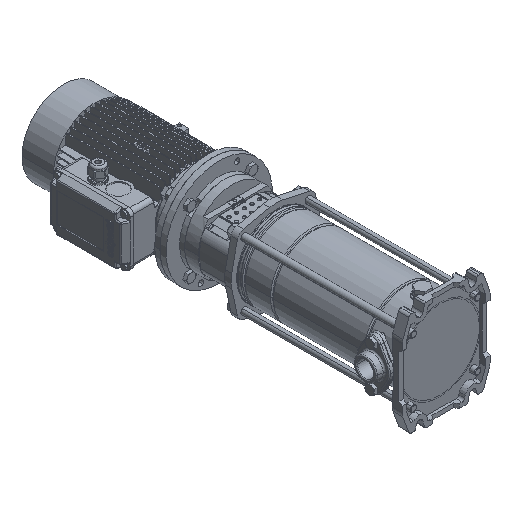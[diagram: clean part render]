
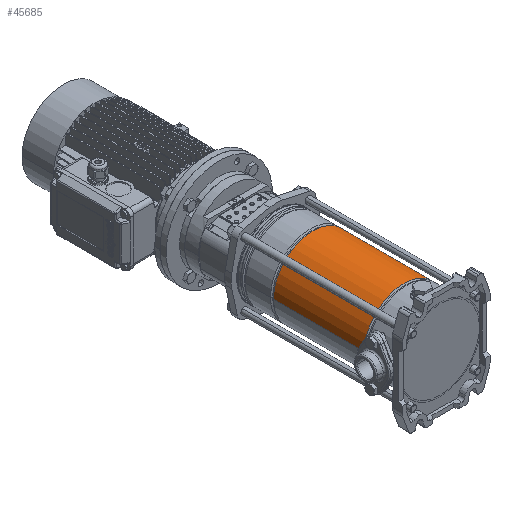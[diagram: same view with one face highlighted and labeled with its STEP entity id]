
A CAD part, isometric view. The second image highlights one B-rep face of the part: STEP entity #45685.
In plain terms, the highlighted cylindrical face has radius 74.4 mm (diameter 148.8 mm), a partial arc.
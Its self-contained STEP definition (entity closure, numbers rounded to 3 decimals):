
#2353 = AXIS2_PLACEMENT_3D ( 'NONE', #20695, #12424, #66455 ) ;
#5355 = EDGE_CURVE ( 'NONE', #57793, #20771, #35374, .T. ) ;
#6777 = DIRECTION ( 'NONE',  ( 0., 0., -1. ) ) ;
#9711 = CARTESIAN_POINT ( 'NONE',  ( 0., 0., 238.664 ) ) ;
#12424 = DIRECTION ( 'NONE',  ( 0., 0., -1. ) ) ;
#14266 = DIRECTION ( 'NONE',  ( 0., 0., -1. ) ) ;
#14369 = AXIS2_PLACEMENT_3D ( 'NONE', #44032, #6777, #55828 ) ;
#14689 = LINE ( 'NONE', #31110, #38504 ) ;
#16025 = EDGE_CURVE ( 'NONE', #32232, #20771, #55492, .T. ) ;
#18600 = CARTESIAN_POINT ( 'NONE',  ( -74.4, 0., 238.664 ) ) ;
#20695 = CARTESIAN_POINT ( 'NONE',  ( 0., 0., 0. ) ) ;
#20771 = VERTEX_POINT ( 'NONE', #39057 ) ;
#21392 = ORIENTED_EDGE ( 'NONE', *, *, #16025, .F. ) ;
#29068 = EDGE_LOOP ( 'NONE', ( #60711, #68532, #36582, #21392 ) ) ;
#31110 = CARTESIAN_POINT ( 'NONE',  ( 74.4, 0., 0. ) ) ;
#31599 = VERTEX_POINT ( 'NONE', #65638 ) ;
#32232 = VERTEX_POINT ( 'NONE', #35925 ) ;
#33189 = FACE_OUTER_BOUND ( 'NONE', #29068, .T. ) ;
#35374 = LINE ( 'NONE', #52201, #56344 ) ;
#35686 = CIRCLE ( 'NONE', #48231, 74.4 ) ;
#35925 = CARTESIAN_POINT ( 'NONE',  ( 74.4, 0., 67.336 ) ) ;
#36582 = ORIENTED_EDGE ( 'NONE', *, *, #5355, .T. ) ;
#38504 = VECTOR ( 'NONE', #42214, 1000. ) ;
#39057 = CARTESIAN_POINT ( 'NONE',  ( -74.4, 0., 67.336 ) ) ;
#42214 = DIRECTION ( 'NONE',  ( 0., 0., -1. ) ) ;
#42602 = DIRECTION ( 'NONE',  ( 0., 0., -1. ) ) ;
#44032 = CARTESIAN_POINT ( 'NONE',  ( 0., 0., 67.336 ) ) ;
#45685 = ADVANCED_FACE ( 'NONE', ( #33189 ), #69725, .T. ) ;
#48231 = AXIS2_PLACEMENT_3D ( 'NONE', #9711, #42602, #53010 ) ;
#52201 = CARTESIAN_POINT ( 'NONE',  ( -74.4, 0., 0. ) ) ;
#53010 = DIRECTION ( 'NONE',  ( -1., 0., 0. ) ) ;
#54076 = EDGE_CURVE ( 'NONE', #31599, #32232, #14689, .T. ) ;
#55492 = CIRCLE ( 'NONE', #14369, 74.4 ) ;
#55828 = DIRECTION ( 'NONE',  ( -1., 0., 0. ) ) ;
#56344 = VECTOR ( 'NONE', #14266, 1000. ) ;
#57557 = EDGE_CURVE ( 'NONE', #31599, #57793, #35686, .T. ) ;
#57793 = VERTEX_POINT ( 'NONE', #18600 ) ;
#60711 = ORIENTED_EDGE ( 'NONE', *, *, #54076, .F. ) ;
#65638 = CARTESIAN_POINT ( 'NONE',  ( 74.4, 0., 238.664 ) ) ;
#66455 = DIRECTION ( 'NONE',  ( -1., 0., 0. ) ) ;
#68532 = ORIENTED_EDGE ( 'NONE', *, *, #57557, .T. ) ;
#69725 = CYLINDRICAL_SURFACE ( 'NONE', #2353, 74.4 ) ;
